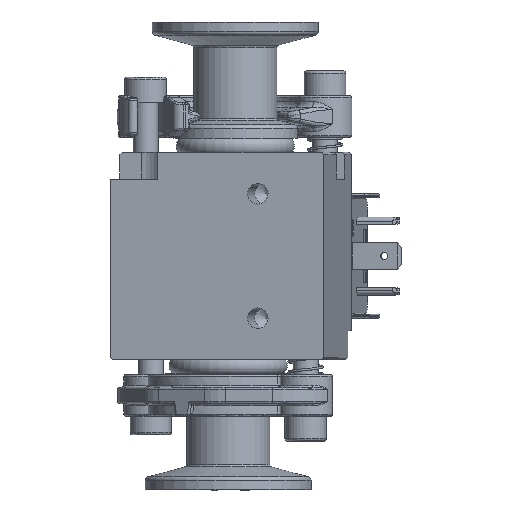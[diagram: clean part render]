
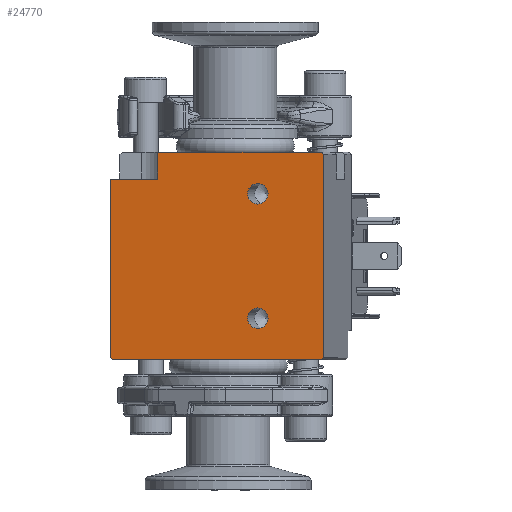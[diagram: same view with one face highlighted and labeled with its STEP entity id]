
A CAD part, front view. The second image highlights one B-rep face of the part: STEP entity #24770.
In plain terms, the highlighted face is planar.
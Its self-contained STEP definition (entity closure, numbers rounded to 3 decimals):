
#1241=FACE_BOUND('',#7727,.T.);
#1242=FACE_BOUND('',#7728,.T.);
#1974=LINE('',#37717,#4098);
#1984=LINE('',#37738,#4108);
#1991=LINE('',#37752,#4115);
#1996=LINE('',#37761,#4120);
#2000=LINE('',#37769,#4124);
#2007=LINE('',#37782,#4131);
#2009=LINE('',#37785,#4133);
#2032=LINE('',#37841,#4156);
#2033=LINE('',#37842,#4157);
#4098=VECTOR('',#29938,1000.);
#4108=VECTOR('',#29952,1000.);
#4115=VECTOR('',#29961,1000.);
#4120=VECTOR('',#29970,1000.);
#4124=VECTOR('',#29976,1000.);
#4131=VECTOR('',#29985,1000.);
#4133=VECTOR('',#29989,1000.);
#4156=VECTOR('',#30032,1000.);
#4157=VECTOR('',#30033,1000.);
#6261=FACE_OUTER_BOUND('',#7726,.T.);
#7726=EDGE_LOOP('',(#17621,#17622,#17623,#17624,#17625,#17626,#17627,#17628,
#17629));
#7727=EDGE_LOOP('',(#17630));
#7728=EDGE_LOOP('',(#17631));
#9026=CIRCLE('',#26607,2.5);
#9028=CIRCLE('',#26611,2.5);
#10182=VERTEX_POINT('',#37580);
#10185=VERTEX_POINT('',#37589);
#10231=VERTEX_POINT('',#37714);
#10232=VERTEX_POINT('',#37716);
#10239=VERTEX_POINT('',#37732);
#10241=VERTEX_POINT('',#37736);
#10243=VERTEX_POINT('',#37741);
#10249=VERTEX_POINT('',#37758);
#10252=VERTEX_POINT('',#37768);
#10257=VERTEX_POINT('',#37779);
#10280=VERTEX_POINT('',#37840);
#12871=EDGE_CURVE('',#10182,#10182,#9026,.T.);
#12875=EDGE_CURVE('',#10185,#10185,#9028,.T.);
#12934=EDGE_CURVE('',#10231,#10232,#1974,.T.);
#12945=EDGE_CURVE('',#10241,#10239,#1984,.T.);
#12952=EDGE_CURVE('',#10239,#10243,#1991,.T.);
#12957=EDGE_CURVE('',#10232,#10249,#1996,.T.);
#12961=EDGE_CURVE('',#10249,#10252,#2000,.T.);
#12968=EDGE_CURVE('',#10252,#10257,#2007,.T.);
#12970=EDGE_CURVE('',#10257,#10241,#2009,.T.);
#13001=EDGE_CURVE('',#10280,#10231,#2032,.T.);
#13002=EDGE_CURVE('',#10243,#10280,#2033,.T.);
#17621=ORIENTED_EDGE('',*,*,#12934,.F.);
#17622=ORIENTED_EDGE('',*,*,#13001,.F.);
#17623=ORIENTED_EDGE('',*,*,#13002,.F.);
#17624=ORIENTED_EDGE('',*,*,#12952,.F.);
#17625=ORIENTED_EDGE('',*,*,#12945,.F.);
#17626=ORIENTED_EDGE('',*,*,#12970,.F.);
#17627=ORIENTED_EDGE('',*,*,#12968,.F.);
#17628=ORIENTED_EDGE('',*,*,#12961,.F.);
#17629=ORIENTED_EDGE('',*,*,#12957,.F.);
#17630=ORIENTED_EDGE('',*,*,#12871,.F.);
#17631=ORIENTED_EDGE('',*,*,#12875,.F.);
#23133=PLANE('',#26678);
#24770=ADVANCED_FACE('',(#6261,#1241,#1242),#23133,.F.);
#26607=AXIS2_PLACEMENT_3D('',#37582,#29799,#29800);
#26611=AXIS2_PLACEMENT_3D('',#37591,#29809,#29810);
#26678=AXIS2_PLACEMENT_3D('',#37839,#30030,#30031);
#29799=DIRECTION('center_axis',(0.,-1.,0.));
#29800=DIRECTION('ref_axis',(0.,0.,-1.));
#29809=DIRECTION('center_axis',(0.,-1.,0.));
#29810=DIRECTION('ref_axis',(0.,0.,-1.));
#29938=DIRECTION('',(1.,0.,0.));
#29952=DIRECTION('',(-0.707,0.,0.707));
#29961=DIRECTION('',(0.,0.,1.));
#29970=DIRECTION('',(0.707,0.,-0.707));
#29976=DIRECTION('',(0.,0.,-1.));
#29985=DIRECTION('',(-0.707,0.,-0.707));
#29989=DIRECTION('',(-1.,0.,0.));
#30030=DIRECTION('center_axis',(0.,1.,0.));
#30031=DIRECTION('ref_axis',(0.,0.,1.));
#30032=DIRECTION('',(0.,0.,1.));
#30033=DIRECTION('',(1.,0.,0.));
#37580=CARTESIAN_POINT('',(10.,0.,-12.5));
#37582=CARTESIAN_POINT('Origin',(10.,0.,-15.));
#37589=CARTESIAN_POINT('',(10.,0.,17.5));
#37591=CARTESIAN_POINT('Origin',(10.,0.,15.));
#37714=CARTESIAN_POINT('',(-14.461,0.,25.));
#37716=CARTESIAN_POINT('',(25.5,0.,25.));
#37717=CARTESIAN_POINT('',(-25.5,0.,25.));
#37732=CARTESIAN_POINT('',(-26.,0.,-24.5));
#37736=CARTESIAN_POINT('',(-25.5,0.,-25.));
#37738=CARTESIAN_POINT('',(-25.5,0.,-25.));
#37741=CARTESIAN_POINT('',(-26.,0.,18.5));
#37752=CARTESIAN_POINT('',(-26.,0.,-24.5));
#37758=CARTESIAN_POINT('',(26.,0.,24.5));
#37761=CARTESIAN_POINT('',(26.,0.,24.5));
#37768=CARTESIAN_POINT('',(26.,0.,-24.5));
#37769=CARTESIAN_POINT('',(26.,0.,-24.5));
#37779=CARTESIAN_POINT('',(25.5,0.,-25.));
#37782=CARTESIAN_POINT('',(26.,0.,-24.5));
#37785=CARTESIAN_POINT('',(25.5,0.,-25.));
#37839=CARTESIAN_POINT('Origin',(-50.5,0.,0.));
#37840=CARTESIAN_POINT('',(-14.461,0.,18.5));
#37841=CARTESIAN_POINT('',(-14.461,0.,18.5));
#37842=CARTESIAN_POINT('',(-26.,0.,18.5));
